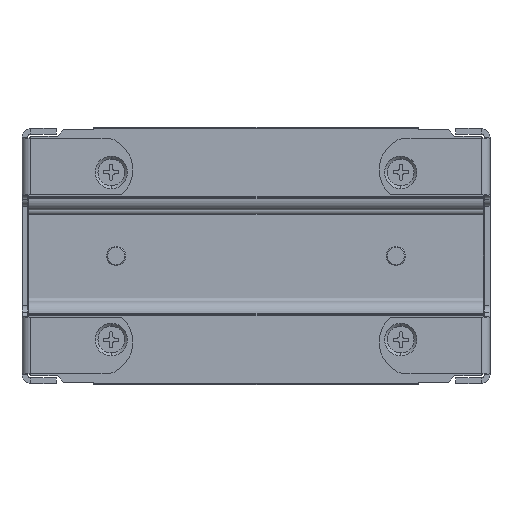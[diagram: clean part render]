
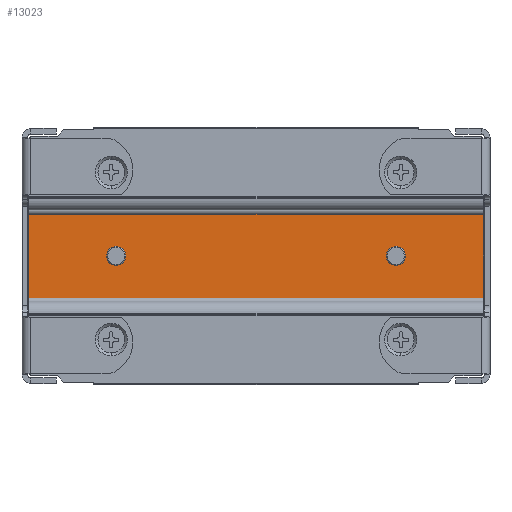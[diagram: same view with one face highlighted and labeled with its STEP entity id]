
A CAD part, front view. The second image highlights one B-rep face of the part: STEP entity #13023.
In plain terms, the highlighted planar face has unit normal (0, -1, 0).
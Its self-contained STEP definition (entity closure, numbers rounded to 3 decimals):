
#3738 = PLANE ( 'NONE',  #45293 ) ;
#3745 = CARTESIAN_POINT ( 'NONE',  ( -150., 7.5, 6. ) ) ;
#3746 = DIRECTION ( 'NONE',  ( 0., 1., 0. ) ) ;
#3747 = DIRECTION ( 'NONE',  ( 0., 0., 1. ) ) ;
#8328 = EDGE_CURVE ( 'NONE', #23953, #23954, #41661, .T. ) ;
#8448 = EDGE_CURVE ( 'NONE', #23829, #23830, #41837, .T. ) ;
#9106 = LINE ( 'NONE', #11856, #9107 ) ;
#9107 = VECTOR ( 'NONE', #11858, 1000. ) ;
#11856 = CARTESIAN_POINT ( 'NONE',  ( -26.2, 7.5, -5.7 ) ) ;
#11858 = DIRECTION ( 'NONE',  ( 1., 0., 0. ) ) ;
#12067 = CARTESIAN_POINT ( 'NONE',  ( -73.8, 7.5, 5.7 ) ) ;
#12073 = CARTESIAN_POINT ( 'NONE',  ( -64.65, 7.5, 0. ) ) ;
#12074 = DIRECTION ( 'NONE',  ( -1., 0., 0. ) ) ;
#12076 = DIRECTION ( 'NONE',  ( 0., 1., 0. ) ) ;
#12077 = DIRECTION ( 'NONE',  ( 0., 0., 1. ) ) ;
#12078 = CARTESIAN_POINT ( 'NONE',  ( -35.35, 7.5, 0. ) ) ;
#12079 = DIRECTION ( 'NONE',  ( 0., 1., 0. ) ) ;
#12080 = DIRECTION ( 'NONE',  ( 0., 0., 1. ) ) ;
#12221 = EDGE_LOOP ( 'NONE', ( #31929, #31930 ) ) ;
#12230 = EDGE_LOOP ( 'NONE', ( #31931, #31932 ) ) ;
#12231 = EDGE_LOOP ( 'NONE', ( #31933, #31934, #31935, #31936 ) ) ;
#13023 = ADVANCED_FACE ( 'NONE', ( #46880, #46883, #46885 ), #3738, .F. ) ;
#13933 = EDGE_CURVE ( 'NONE', #23830, #23953, #9106, .T. ) ;
#13975 = EDGE_CURVE ( 'NONE', #23954, #23829, #14697, .T. ) ;
#13976 = EDGE_CURVE ( 'NONE', #35961, #31898, #14705, .T. ) ;
#13977 = EDGE_CURVE ( 'NONE', #31899, #31900, #14709, .T. ) ;
#14697 = LINE ( 'NONE', #12067, #14701 ) ;
#14701 = VECTOR ( 'NONE', #12074, 1000. ) ;
#14705 = CIRCLE ( 'NONE', #45494, 1. ) ;
#14709 = CIRCLE ( 'NONE', #45493, 1. ) ;
#19832 = CARTESIAN_POINT ( 'NONE',  ( -73.8, 7.5, 5.7 ) ) ;
#19833 = CARTESIAN_POINT ( 'NONE',  ( -73.8, 7.5, -5.7 ) ) ;
#19956 = CARTESIAN_POINT ( 'NONE',  ( -26.2, 7.5, -5.7 ) ) ;
#19957 = CARTESIAN_POINT ( 'NONE',  ( -26.2, 7.5, 5.7 ) ) ;
#20390 = CARTESIAN_POINT ( 'NONE',  ( -64.65, 7.5, -1. ) ) ;
#20391 = CARTESIAN_POINT ( 'NONE',  ( -35.35, 7.5, 1. ) ) ;
#20392 = CARTESIAN_POINT ( 'NONE',  ( -35.35, 7.5, -1. ) ) ;
#23784 = CARTESIAN_POINT ( 'NONE',  ( -64.65, 7.5, 1. ) ) ;
#23829 = VERTEX_POINT ( 'NONE', #19832 ) ;
#23830 = VERTEX_POINT ( 'NONE', #19833 ) ;
#23953 = VERTEX_POINT ( 'NONE', #19956 ) ;
#23954 = VERTEX_POINT ( 'NONE', #19957 ) ;
#25892 = CIRCLE ( 'NONE', #45632, 1. ) ;
#25950 = CIRCLE ( 'NONE', #45645, 1. ) ;
#27390 = CARTESIAN_POINT ( 'NONE',  ( -35.35, 7.5, 0. ) ) ;
#27409 = DIRECTION ( 'NONE',  ( 0., 1., 0. ) ) ;
#27410 = DIRECTION ( 'NONE',  ( 0., 0., 1. ) ) ;
#27479 = CARTESIAN_POINT ( 'NONE',  ( -64.65, 7.5, 0. ) ) ;
#27493 = DIRECTION ( 'NONE',  ( 0., 1., 0. ) ) ;
#27494 = DIRECTION ( 'NONE',  ( 0., 0., 1. ) ) ;
#31898 = VERTEX_POINT ( 'NONE', #20390 ) ;
#31899 = VERTEX_POINT ( 'NONE', #20391 ) ;
#31900 = VERTEX_POINT ( 'NONE', #20392 ) ;
#31929 = ORIENTED_EDGE ( 'NONE', *, *, #13976, .T. ) ;
#31930 = ORIENTED_EDGE ( 'NONE', *, *, #37492, .T. ) ;
#31931 = ORIENTED_EDGE ( 'NONE', *, *, #13977, .T. ) ;
#31932 = ORIENTED_EDGE ( 'NONE', *, *, #37457, .T. ) ;
#31933 = ORIENTED_EDGE ( 'NONE', *, *, #8448, .T. ) ;
#31934 = ORIENTED_EDGE ( 'NONE', *, *, #13933, .T. ) ;
#31935 = ORIENTED_EDGE ( 'NONE', *, *, #8328, .T. ) ;
#31936 = ORIENTED_EDGE ( 'NONE', *, *, #13975, .T. ) ;
#35961 = VERTEX_POINT ( 'NONE', #23784 ) ;
#37457 = EDGE_CURVE ( 'NONE', #31900, #31899, #25892, .T. ) ;
#37492 = EDGE_CURVE ( 'NONE', #31898, #35961, #25950, .T. ) ;
#41661 = LINE ( 'NONE', #42758, #41665 ) ;
#41665 = VECTOR ( 'NONE', #42759, 1000. ) ;
#41837 = LINE ( 'NONE', #43404, #41838 ) ;
#41838 = VECTOR ( 'NONE', #43405, 1000. ) ;
#42758 = CARTESIAN_POINT ( 'NONE',  ( -26.2, 7.5, -6. ) ) ;
#42759 = DIRECTION ( 'NONE',  ( 0., 0., 1. ) ) ;
#43404 = CARTESIAN_POINT ( 'NONE',  ( -73.8, 7.5, -6. ) ) ;
#43405 = DIRECTION ( 'NONE',  ( 0., 0., -1. ) ) ;
#45293 = AXIS2_PLACEMENT_3D ( 'NONE', #3745, #3746, #3747 ) ;
#45493 = AXIS2_PLACEMENT_3D ( 'NONE', #12078, #12079, #12080 ) ;
#45494 = AXIS2_PLACEMENT_3D ( 'NONE', #12073, #12076, #12077 ) ;
#45632 = AXIS2_PLACEMENT_3D ( 'NONE', #27390, #27409, #27410 ) ;
#45645 = AXIS2_PLACEMENT_3D ( 'NONE', #27479, #27493, #27494 ) ;
#46880 = FACE_BOUND ( 'NONE', #12221, .T. ) ;
#46883 = FACE_BOUND ( 'NONE', #12230, .T. ) ;
#46885 = FACE_OUTER_BOUND ( 'NONE', #12231, .T. ) ;
